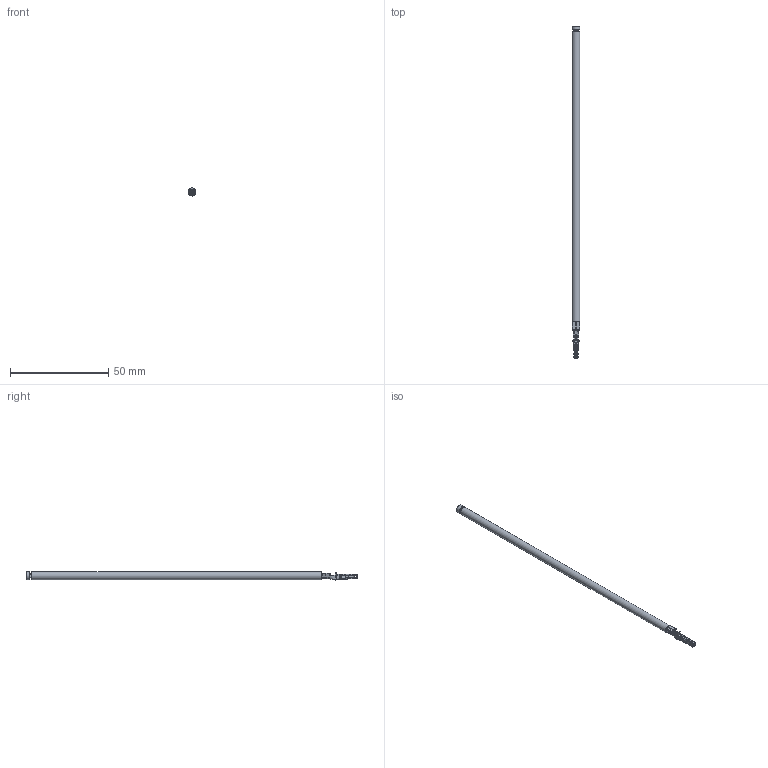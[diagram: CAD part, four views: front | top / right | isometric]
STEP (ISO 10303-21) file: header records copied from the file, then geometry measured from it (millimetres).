
FILE_DESCRIPTION(/* description */ ('Unknown'),/* implementation_level */ '2;1');
FILE_NAME(/* name */ '657600612015',/* time_stamp */ '2022-10-05T11:17:31+02:00',/* author */ ('Unknown'),/* organization */ ('Unknown'),/* preprocessor_version */ 'ST-DEVELOPER v18.102',/* originating_system */ 'Solid Edge',/* authorisation */ 'Unknown');
FILE_SCHEMA (('AUTOMOTIVE_DESIGN {1 0 10303 214 3 1 1}'));
Length unit declared in the file: millimetre
Products named in the file (3): 657600612015; Wire 12AWG Black_UL1015; 65730613722DEC
Assembly tree (2 placements, depth 2):
  657600612015
    Wire 12AWG Black_UL1015
    65730613722DEC
Bounding box: 4 x 168.64 x 4.24 mm (x, y, z)
Volume: 1707.7 mm3; surface area: 11254.3 mm2
Topology: 67 solids, 67 shells, 529 faces, 1139 edges, 739 vertices
Faces by surface type: plane 315, cylinder 196, bspline 18
Full cylindrical faces by diameter (mm): 0.254 x64, 2.45 x2, 4 x2
Entity records: 14714 total; most frequent: CARTESIAN_POINT 2854, DIRECTION 2398, ORIENTED_EDGE 2142, EDGE_CURVE 1071, AXIS2_PLACEMENT_3D 883, VERTEX_POINT 739, LINE 632, VECTOR 632
